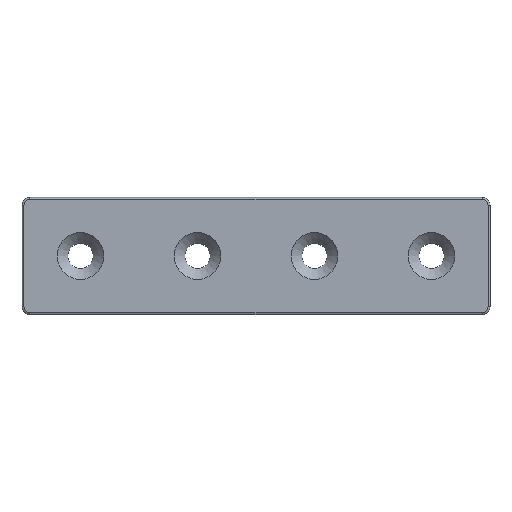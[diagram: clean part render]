
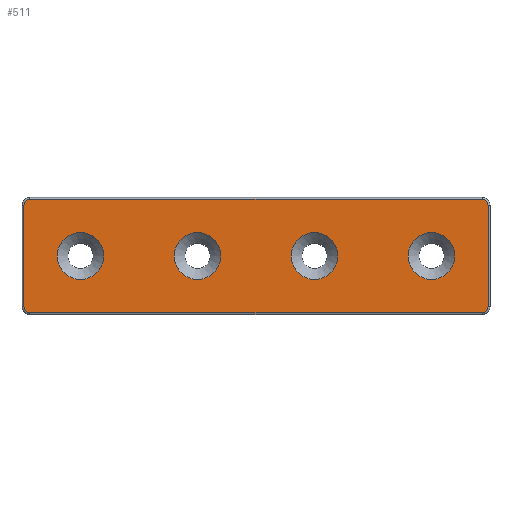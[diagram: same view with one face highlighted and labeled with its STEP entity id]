
A CAD part, top view. The second image highlights one B-rep face of the part: STEP entity #511.
In plain terms, the highlighted planar face has unit normal (0, 0, 1).
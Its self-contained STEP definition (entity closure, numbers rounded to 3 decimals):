
#22=FACE_BOUND($,#165,.T.);
#23=FACE_BOUND($,#166,.T.);
#24=FACE_BOUND($,#167,.T.);
#25=FACE_BOUND($,#168,.T.);
#26=FACE_BOUND($,#169,.T.);
#40=PLANE($,#584);
#56=LINE($,#870,#80);
#58=LINE($,#875,#82);
#59=LINE($,#890,#83);
#61=LINE($,#895,#85);
#80=VECTOR($,#701,116.);
#82=VECTOR($,#707,26.);
#83=VECTOR($,#726,26.);
#85=VECTOR($,#732,116.);
#165=EDGE_LOOP($,(#447));
#166=EDGE_LOOP($,(#448));
#167=EDGE_LOOP($,(#449));
#168=EDGE_LOOP($,(#450));
#169=EDGE_LOOP($,(#451,#452,#453,#454,#455,#456,#457,#458));
#210=CIRCLE($,#561,1.5);
#215=CIRCLE($,#569,1.5);
#218=CIRCLE($,#573,1.5);
#222=CIRCLE($,#580,1.5);
#223=CIRCLE($,#585,6.);
#224=CIRCLE($,#586,6.);
#225=CIRCLE($,#587,6.);
#226=CIRCLE($,#588,6.);
#256=VERTEX_POINT($,#861);
#257=VERTEX_POINT($,#863);
#259=VERTEX_POINT($,#868);
#260=VERTEX_POINT($,#873);
#262=VERTEX_POINT($,#878);
#263=VERTEX_POINT($,#883);
#265=VERTEX_POINT($,#888);
#266=VERTEX_POINT($,#893);
#267=VERTEX_POINT($,#906);
#268=VERTEX_POINT($,#908);
#269=VERTEX_POINT($,#910);
#270=VERTEX_POINT($,#912);
#313=EDGE_CURVE($,#256,#257,#210,.T.);
#316=EDGE_CURVE($,#259,#256,#56,.T.);
#319=EDGE_CURVE($,#257,#260,#58,.T.);
#321=EDGE_CURVE($,#262,#259,#215,.T.);
#324=EDGE_CURVE($,#260,#263,#218,.T.);
#326=EDGE_CURVE($,#265,#262,#59,.T.);
#329=EDGE_CURVE($,#263,#266,#61,.T.);
#331=EDGE_CURVE($,#266,#265,#222,.T.);
#335=EDGE_CURVE($,#267,#267,#223,.T.);
#336=EDGE_CURVE($,#268,#268,#224,.T.);
#337=EDGE_CURVE($,#269,#269,#225,.T.);
#338=EDGE_CURVE($,#270,#270,#226,.T.);
#447=ORIENTED_EDGE($,*,*,#335,.T.);
#448=ORIENTED_EDGE($,*,*,#336,.T.);
#449=ORIENTED_EDGE($,*,*,#337,.T.);
#450=ORIENTED_EDGE($,*,*,#338,.T.);
#451=ORIENTED_EDGE($,*,*,#313,.F.);
#452=ORIENTED_EDGE($,*,*,#316,.F.);
#453=ORIENTED_EDGE($,*,*,#321,.F.);
#454=ORIENTED_EDGE($,*,*,#326,.F.);
#455=ORIENTED_EDGE($,*,*,#331,.F.);
#456=ORIENTED_EDGE($,*,*,#329,.F.);
#457=ORIENTED_EDGE($,*,*,#324,.F.);
#458=ORIENTED_EDGE($,*,*,#319,.F.);
#511=ADVANCED_FACE($,(#22,#23,#24,#25,#26),#40,.T.);
#561=AXIS2_PLACEMENT_3D($,#864,#693,#694);
#569=AXIS2_PLACEMENT_3D($,#880,#712,#713);
#573=AXIS2_PLACEMENT_3D($,#885,#720,#721);
#580=AXIS2_PLACEMENT_3D($,#898,#737,#738);
#584=AXIS2_PLACEMENT_3D($,#905,#748,#749);
#585=AXIS2_PLACEMENT_3D($,#907,#750,#751);
#586=AXIS2_PLACEMENT_3D($,#909,#752,#753);
#587=AXIS2_PLACEMENT_3D($,#911,#754,#755);
#588=AXIS2_PLACEMENT_3D($,#913,#756,#757);
#693=DIRECTION('center_axis',(0.,0.,-1.));
#694=DIRECTION('ref_axis',(-0.707,-0.707,0.));
#701=DIRECTION($,(-1.,0.,0.));
#707=DIRECTION($,(0.,1.,0.));
#712=DIRECTION('center_axis',(0.,0.,-1.));
#713=DIRECTION('ref_axis',(0.707,-0.707,0.));
#720=DIRECTION('center_axis',(0.,0.,-1.));
#721=DIRECTION('ref_axis',(-0.707,0.707,0.));
#726=DIRECTION($,(0.,-1.,0.));
#732=DIRECTION($,(1.,0.,0.));
#737=DIRECTION('center_axis',(0.,0.,-1.));
#738=DIRECTION('ref_axis',(0.707,0.707,0.));
#748=DIRECTION('center_axis',(0.,0.,1.));
#749=DIRECTION('ref_axis',(1.,0.,0.));
#750=DIRECTION('center_axis',(0.,0.,-1.));
#751=DIRECTION('ref_axis',(1.,0.,0.));
#752=DIRECTION('center_axis',(0.,0.,-1.));
#753=DIRECTION('ref_axis',(1.,0.,0.));
#754=DIRECTION('center_axis',(0.,0.,-1.));
#755=DIRECTION('ref_axis',(1.,0.,0.));
#756=DIRECTION('center_axis',(0.,0.,-1.));
#757=DIRECTION('ref_axis',(1.,0.,0.));
#861=CARTESIAN_POINT('',(-23.064,-18.183,3.));
#863=CARTESIAN_POINT('',(-24.564,-16.683,3.));
#864=CARTESIAN_POINT('Origin',(-23.064,-16.683,3.));
#868=CARTESIAN_POINT('',(92.936,-18.183,3.));
#870=CARTESIAN_POINT($,(64.936,-18.183,3.));
#873=CARTESIAN_POINT('',(-24.564,9.317,3.));
#875=CARTESIAN_POINT($,(-24.564,-11.183,3.));
#878=CARTESIAN_POINT('',(94.436,-16.683,3.));
#880=CARTESIAN_POINT('Origin',(92.936,-16.683,3.));
#883=CARTESIAN_POINT('',(-23.064,10.817,3.));
#885=CARTESIAN_POINT('Origin',(-23.064,9.317,3.));
#888=CARTESIAN_POINT('',(94.436,9.317,3.));
#890=CARTESIAN_POINT($,(94.436,3.817,3.));
#893=CARTESIAN_POINT('',(92.936,10.817,3.));
#895=CARTESIAN_POINT($,(4.936,10.817,3.));
#898=CARTESIAN_POINT('Origin',(92.936,9.317,3.));
#905=CARTESIAN_POINT('Origin',(34.936,-3.683,3.));
#906=CARTESIAN_POINT('',(25.936,-3.683,3.));
#907=CARTESIAN_POINT('Origin',(19.936,-3.683,3.));
#908=CARTESIAN_POINT('',(85.936,-3.683,3.));
#909=CARTESIAN_POINT('Origin',(79.936,-3.683,3.));
#910=CARTESIAN_POINT('',(55.936,-3.683,3.));
#911=CARTESIAN_POINT('Origin',(49.936,-3.683,3.));
#912=CARTESIAN_POINT('',(-4.064,-3.683,3.));
#913=CARTESIAN_POINT('Origin',(-10.064,-3.683,3.));
